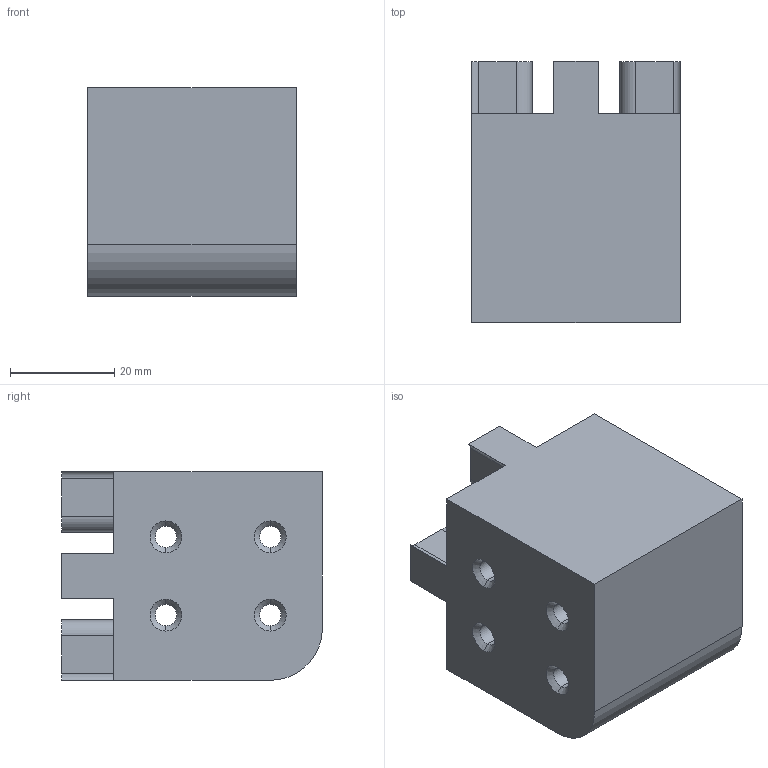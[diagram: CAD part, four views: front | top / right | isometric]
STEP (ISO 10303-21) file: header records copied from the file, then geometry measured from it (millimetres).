
FILE_DESCRIPTION (( 'STEP AP203' ), '1' );
FILE_NAME ('CB-002-006- Lower Block Mount.STEP', '2023-07-10T21:31:12', ( '' ), ( '' ), 'SwSTEP 2.0', 'SolidWorks 2023', '' );
FILE_SCHEMA (( 'CONFIG_CONTROL_DESIGN' ));
Length unit declared in the file: millimetre
Products named in the file (1): CB-002-006- Lower Block Mount
Bounding box: 40 x 50 x 40 mm (x, y, z)
Volume: 64175.5 mm3; surface area: 12755.9 mm2
Topology: 1 solids, 1 shells, 63 faces, 167 edges, 106 vertices
Faces by surface type: cylinder 25, plane 22, cone 16
Entity records: 2052 total; most frequent: DIRECTION 361, CARTESIAN_POINT 337, ORIENTED_EDGE 334, EDGE_CURVE 167, AXIS2_PLACEMENT_3D 130, VERTEX_POINT 106, LINE 101, VECTOR 101
